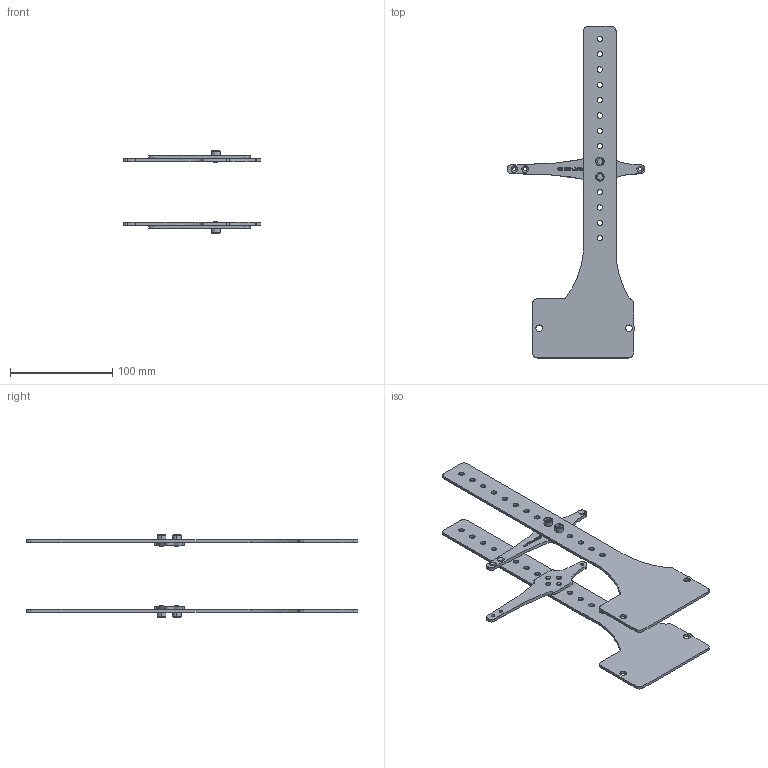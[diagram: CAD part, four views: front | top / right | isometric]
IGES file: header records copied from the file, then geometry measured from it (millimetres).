
Start section:  PTC IGES file: 155388.igs
Global section: file name: 155388.igs; native system: Pro/ENGINEER by Parametric Technology Corporation; preprocessor: 2009141; author: banengservice; organization: Unknown; date: 20110505.114123; units: inch
Bounding box: 134.74 x 324.86 x 80.51 mm (x, y, z)
Volume: 89402 mm3; surface area: 70706.1 mm2
Topology: 2 solids, 3 shells, 864 faces, 2388 edges, 1580 vertices
Faces by surface type: bspline 702, revolution 162
